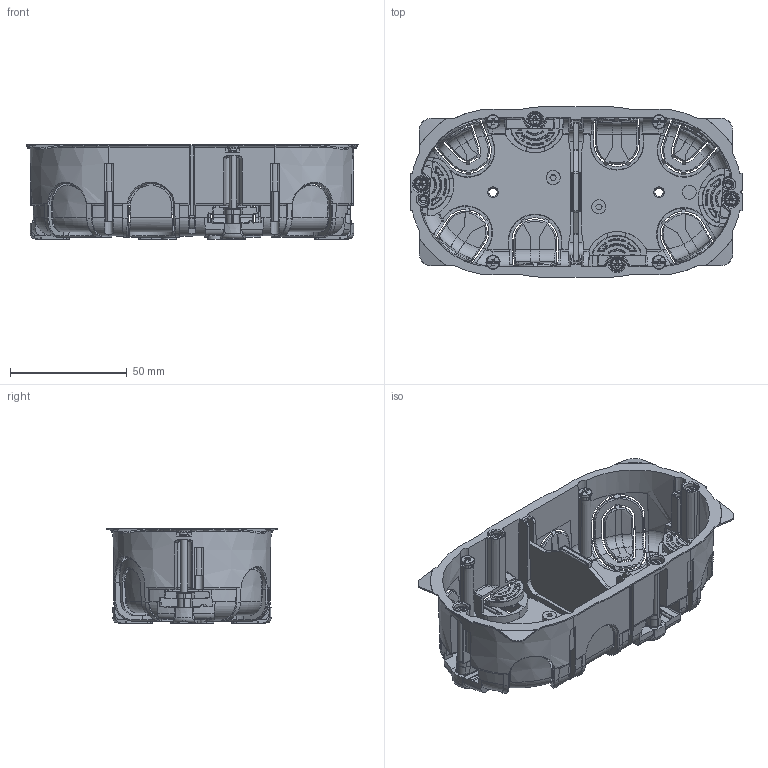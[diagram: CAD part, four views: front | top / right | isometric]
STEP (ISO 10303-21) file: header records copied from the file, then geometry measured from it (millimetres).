
FILE_DESCRIPTION(('CATIA V5 STEP Exchange','CAx-IF Rec.Pracs.--- Model Styling and Organization---1.4--- 2014-01-23'),'2;1');
FILE_NAME('080042 _AllCATPart.stp','2021-04-27T07:49:36+00:00',('none'),('none'),'CATIA Version 5-6 Release 2017 SP5','CATIA V5 STEP AP214','none');
FILE_SCHEMA(('AUTOMOTIVE_DESIGN { 1 0 10303 214 1 1 1 1 }'));
Products named in the file (1): 080042 _AllCATPart
Bounding box: 142 x 72.8 x 40.6 mm (x, y, z)
Volume: 42989.4 mm3; surface area: 61544.2 mm2
Topology: 58 solids, 58 shells, 9776 faces, 28380 edges, 18610 vertices
Faces by surface type: plane 7529, bspline 815, cylinder 618, cone 559, torus 197, sphere 52, extrusion 4, revolution 2
Entity records: 364883 total; most frequent: CARTESIAN_POINT 122493, ORIENTED_EDGE 56616, DIRECTION 39956, EDGE_CURVE 28308, VECTOR 21909, LINE 21905, VERTEX_POINT 18610, EDGE_LOOP 9906
